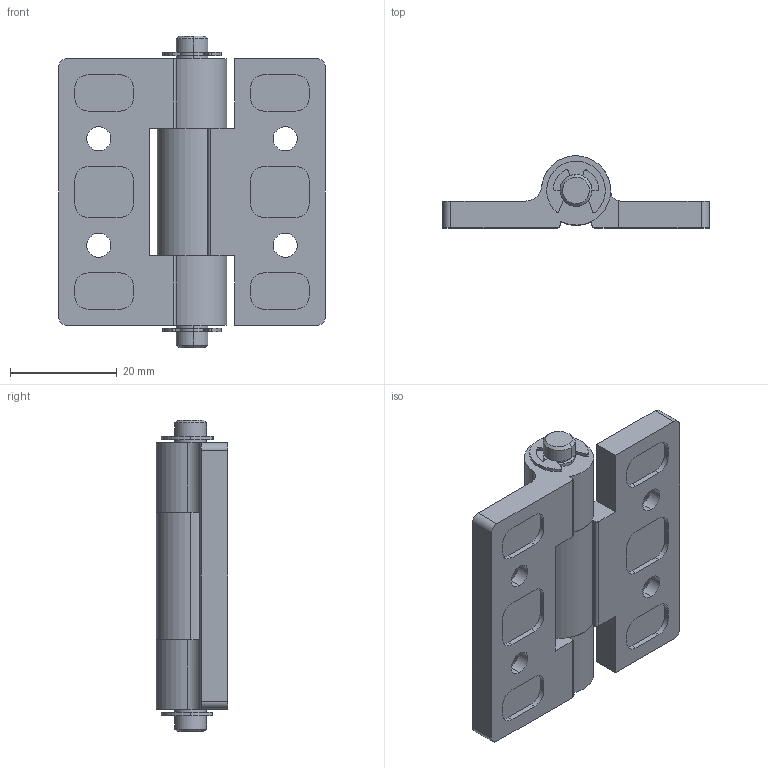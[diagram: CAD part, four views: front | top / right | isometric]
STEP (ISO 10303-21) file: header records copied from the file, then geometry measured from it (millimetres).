
FILE_DESCRIPTION (( 'STEP AP203' ), '1' );
FILE_NAME ('B-64-4.STEP', '2008-12-15T01:36:30', ( ' ' ), ( ' ' ), 'SwSTEP 2.0', 'SolidWorks 2007', '' );
FILE_SCHEMA (( 'CONFIG_CONTROL_DESIGN' ));
Length unit declared in the file: millimetre
Products named in the file (5): 兂5梡E宍巭傔椫_棉太倌; B-64-4僺儞__棉太倌; B-64-4; B-64-4僸儞僕A__棉太倌; B-64-4僸儞僕B__棉太倌
Assembly tree (5 placements, depth 2):
  B-64-4
    兂5梡E宍巭傔椫_棉太倌  x2
    B-64-4僺儞__棉太倌
    B-64-4僸儞僕B__棉太倌
    B-64-4僸儞僕A__棉太倌
Bounding box: 50 x 13.5 x 58.5 mm (x, y, z)
Volume: 15328.6 mm3; surface area: 10027 mm2
Topology: 5 solids, 5 shells, 183 faces, 469 edges, 306 vertices
Faces by surface type: cylinder 99, plane 72, cone 12
Entity records: 5449 total; most frequent: DIRECTION 918, CARTESIAN_POINT 838, ORIENTED_EDGE 812, EDGE_CURVE 406, AXIS2_PLACEMENT_3D 344, VERTEX_POINT 264, VECTOR 230, LINE 230
